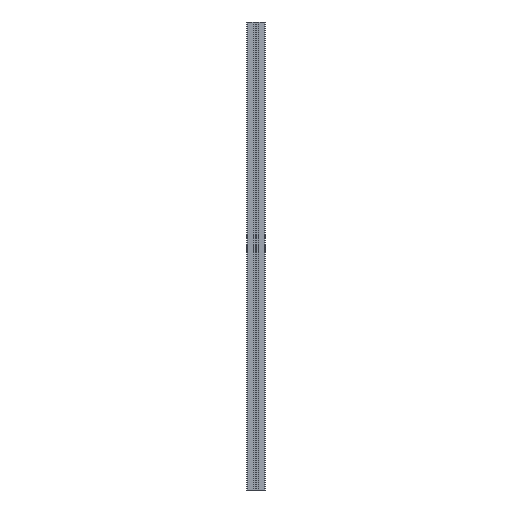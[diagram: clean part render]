
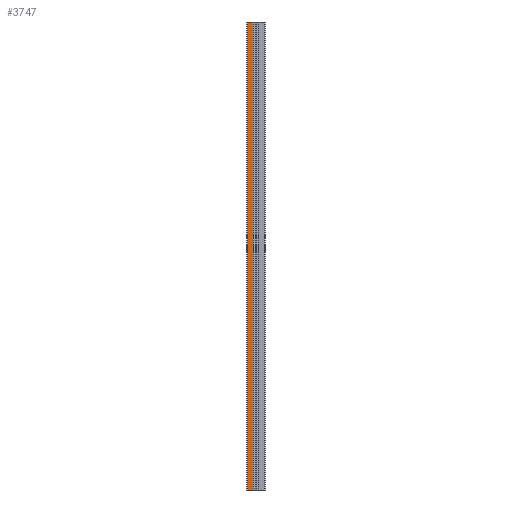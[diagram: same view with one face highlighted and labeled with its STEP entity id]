
A CAD part, left-side view. The second image highlights one B-rep face of the part: STEP entity #3747.
In plain terms, the highlighted planar face has unit normal (-1, 0, 0).
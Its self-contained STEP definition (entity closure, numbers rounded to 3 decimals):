
#31 = CARTESIAN_POINT ( 'NONE',  ( -20., 18., -1000. ) ) ;
#110 = LINE ( 'NONE', #213, #2093 ) ;
#213 = CARTESIAN_POINT ( 'NONE',  ( -20., 6.325, -1000. ) ) ;
#280 = CARTESIAN_POINT ( 'NONE',  ( -20., 20., 0. ) ) ;
#336 = ORIENTED_EDGE ( 'NONE', *, *, #4760, .F. ) ;
#496 = EDGE_CURVE ( 'NONE', #1172, #860, #1991, .T. ) ;
#509 = PLANE ( 'NONE',  #4257 ) ;
#860 = VERTEX_POINT ( 'NONE', #2596 ) ;
#902 = DIRECTION ( 'NONE',  ( 0., 0., -1. ) ) ;
#1172 = VERTEX_POINT ( 'NONE', #4491 ) ;
#1278 = DIRECTION ( 'NONE',  ( 0., 0., -1. ) ) ;
#1309 = DIRECTION ( 'NONE',  ( -1., 0., 0. ) ) ;
#1319 = DIRECTION ( 'NONE',  ( 0., 1., 0. ) ) ;
#1461 = LINE ( 'NONE', #3061, #3084 ) ;
#1689 = EDGE_CURVE ( 'NONE', #5191, #3496, #1461, .T. ) ;
#1711 = DIRECTION ( 'NONE',  ( 0., 1., 0. ) ) ;
#1832 = EDGE_CURVE ( 'NONE', #860, #3496, #3944, .T. ) ;
#1991 = LINE ( 'NONE', #280, #3531 ) ;
#2093 = VECTOR ( 'NONE', #902, 1000. ) ;
#2339 = ORIENTED_EDGE ( 'NONE', *, *, #1689, .F. ) ;
#2497 = ORIENTED_EDGE ( 'NONE', *, *, #1832, .T. ) ;
#2596 = CARTESIAN_POINT ( 'NONE',  ( -20., 18., 0. ) ) ;
#2693 = CARTESIAN_POINT ( 'NONE',  ( -20., 18., -1000. ) ) ;
#2891 = EDGE_LOOP ( 'NONE', ( #4681, #2497, #2339, #336 ) ) ;
#2934 = CARTESIAN_POINT ( 'NONE',  ( -20., 20., -1000. ) ) ;
#3061 = CARTESIAN_POINT ( 'NONE',  ( -20., 20., -1000. ) ) ;
#3084 = VECTOR ( 'NONE', #1319, 1000. ) ;
#3151 = DIRECTION ( 'NONE',  ( 0., 1., 0. ) ) ;
#3496 = VERTEX_POINT ( 'NONE', #2693 ) ;
#3531 = VECTOR ( 'NONE', #3151, 1000. ) ;
#3747 = ADVANCED_FACE ( 'NONE', ( #4134 ), #509, .T. ) ;
#3798 = VECTOR ( 'NONE', #1278, 1000. ) ;
#3944 = LINE ( 'NONE', #31, #3798 ) ;
#4134 = FACE_OUTER_BOUND ( 'NONE', #2891, .T. ) ;
#4257 = AXIS2_PLACEMENT_3D ( 'NONE', #2934, #1309, #1711 ) ;
#4491 = CARTESIAN_POINT ( 'NONE',  ( -20., 6.325, 0. ) ) ;
#4681 = ORIENTED_EDGE ( 'NONE', *, *, #496, .T. ) ;
#4760 = EDGE_CURVE ( 'NONE', #1172, #5191, #110, .T. ) ;
#4939 = CARTESIAN_POINT ( 'NONE',  ( -20., 6.325, -1000. ) ) ;
#5191 = VERTEX_POINT ( 'NONE', #4939 ) ;
